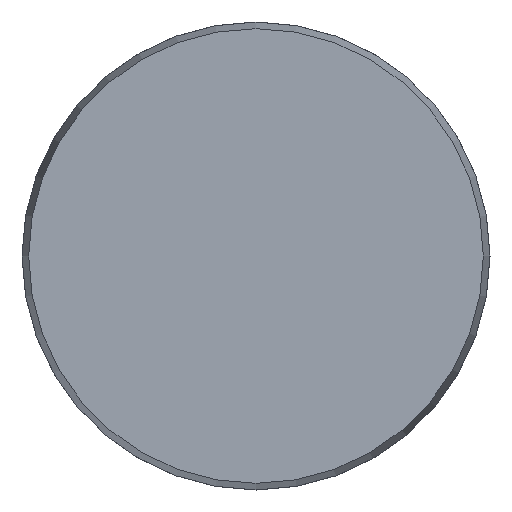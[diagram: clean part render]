
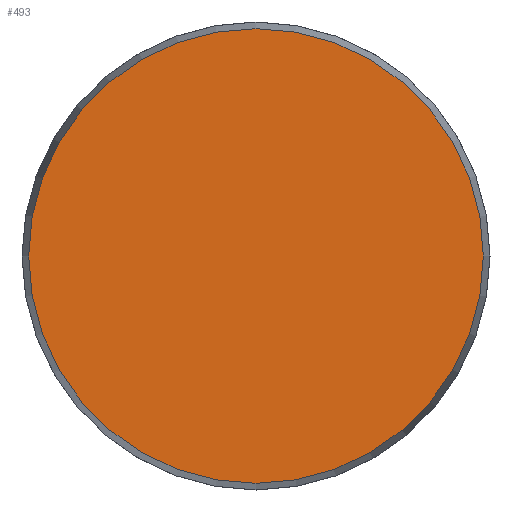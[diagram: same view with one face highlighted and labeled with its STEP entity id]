
A CAD part, front view. The second image highlights one B-rep face of the part: STEP entity #493.
In plain terms, the highlighted planar face has unit normal (0, -1, 0).
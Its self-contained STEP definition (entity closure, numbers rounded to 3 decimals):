
#76 = CARTESIAN_POINT ( 'NONE',  ( 0., 0., -29.143 ) ) ;
#115 = DIRECTION ( 'NONE',  ( 0., 0., 1. ) ) ;
#184 = AXIS2_PLACEMENT_3D ( 'NONE', #434, #686, #115 ) ;
#202 = CARTESIAN_POINT ( 'NONE',  ( 0., 0., 0. ) ) ;
#323 = ORIENTED_EDGE ( 'NONE', *, *, #701, .T. ) ;
#358 = FACE_OUTER_BOUND ( 'NONE', #622, .T. ) ;
#424 = PLANE ( 'NONE',  #184 ) ;
#434 = CARTESIAN_POINT ( 'NONE',  ( -29.143, 0., 0. ) ) ;
#450 = DIRECTION ( 'NONE',  ( 0., -1., 0. ) ) ;
#493 = ADVANCED_FACE ( 'NONE', ( #358 ), #424, .F. ) ;
#499 = VERTEX_POINT ( 'NONE', #76 ) ;
#541 = AXIS2_PLACEMENT_3D ( 'NONE', #202, #450, #746 ) ;
#622 = EDGE_LOOP ( 'NONE', ( #323 ) ) ;
#686 = DIRECTION ( 'NONE',  ( 0., 1., 0. ) ) ;
#701 = EDGE_CURVE ( 'NONE', #499, #499, #748, .T. ) ;
#746 = DIRECTION ( 'NONE',  ( 0., 0., -1. ) ) ;
#748 = CIRCLE ( 'NONE', #541, 29.143 ) ;
